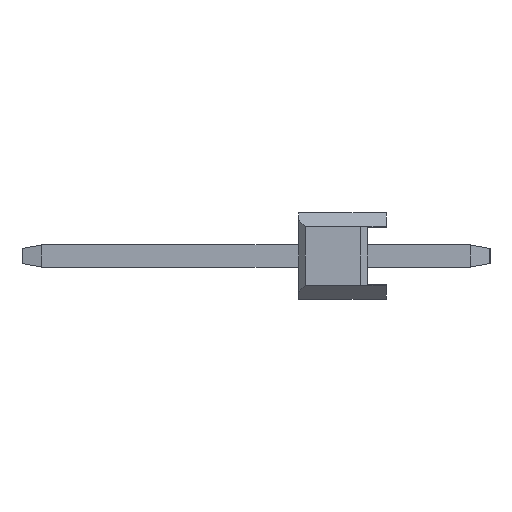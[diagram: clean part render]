
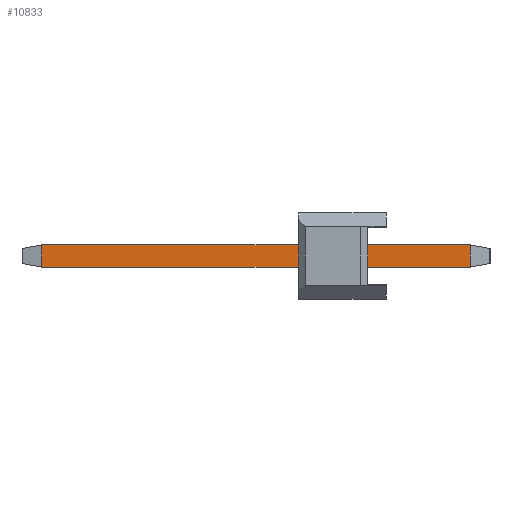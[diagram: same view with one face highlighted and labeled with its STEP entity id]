
A CAD part, left-side view. The second image highlights one B-rep face of the part: STEP entity #10833.
In plain terms, the highlighted planar face has unit normal (-1, 0, 0).
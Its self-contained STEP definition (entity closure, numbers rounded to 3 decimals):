
#11 = EDGE_CURVE ( 'NONE', #6662, #5216, #18510, .T. ) ;
#306 = VECTOR ( 'NONE', #9964, 1000. ) ;
#921 = CARTESIAN_POINT ( 'NONE',  ( -0.32, 10.54, 0.32 ) ) ;
#2690 = DIRECTION ( 'NONE',  ( 0., 0., -1. ) ) ;
#3292 = CARTESIAN_POINT ( 'NONE',  ( -0.32, 9.973, -0.32 ) ) ;
#3348 = VECTOR ( 'NONE', #15662, 1000. ) ;
#3918 = ORIENTED_EDGE ( 'NONE', *, *, #9248, .T. ) ;
#4150 = CARTESIAN_POINT ( 'NONE',  ( -0.32, 10.54, 0.32 ) ) ;
#4840 = CARTESIAN_POINT ( 'NONE',  ( -0.32, 9.973, 0.32 ) ) ;
#5216 = VERTEX_POINT ( 'NONE', #6545 ) ;
#6421 = CARTESIAN_POINT ( 'NONE',  ( -0.32, -2.433, 0.32 ) ) ;
#6545 = CARTESIAN_POINT ( 'NONE',  ( -0.32, -2.433, 0.32 ) ) ;
#6662 = VERTEX_POINT ( 'NONE', #13243 ) ;
#7156 = VERTEX_POINT ( 'NONE', #18258 ) ;
#7469 = VERTEX_POINT ( 'NONE', #4840 ) ;
#9248 = EDGE_CURVE ( 'NONE', #7156, #6662, #12939, .T. ) ;
#9964 = DIRECTION ( 'NONE',  ( 0., 0., 1. ) ) ;
#10833 = ADVANCED_FACE ( 'NONE', ( #19264 ), #18502, .F. ) ;
#12492 = EDGE_CURVE ( 'NONE', #7469, #5216, #19991, .T. ) ;
#12939 = LINE ( 'NONE', #17213, #17106 ) ;
#13237 = DIRECTION ( 'NONE',  ( 1., 0., 0. ) ) ;
#13243 = CARTESIAN_POINT ( 'NONE',  ( -0.32, -2.433, -0.32 ) ) ;
#13731 = AXIS2_PLACEMENT_3D ( 'NONE', #921, #13237, #2690 ) ;
#14152 = ORIENTED_EDGE ( 'NONE', *, *, #11, .T. ) ;
#14841 = EDGE_LOOP ( 'NONE', ( #3918, #14152, #15722, #18194 ) ) ;
#15662 = DIRECTION ( 'NONE',  ( 0., 0., -1. ) ) ;
#15722 = ORIENTED_EDGE ( 'NONE', *, *, #12492, .F. ) ;
#17106 = VECTOR ( 'NONE', #22565, 1000. ) ;
#17213 = CARTESIAN_POINT ( 'NONE',  ( -0.32, 10.54, -0.32 ) ) ;
#18194 = ORIENTED_EDGE ( 'NONE', *, *, #20326, .T. ) ;
#18258 = CARTESIAN_POINT ( 'NONE',  ( -0.32, 9.973, -0.32 ) ) ;
#18267 = DIRECTION ( 'NONE',  ( 0., -1., 0. ) ) ;
#18502 = PLANE ( 'NONE',  #13731 ) ;
#18510 = LINE ( 'NONE', #6421, #306 ) ;
#19264 = FACE_OUTER_BOUND ( 'NONE', #14841, .T. ) ;
#19443 = VECTOR ( 'NONE', #18267, 1000. ) ;
#19991 = LINE ( 'NONE', #4150, #19443 ) ;
#20326 = EDGE_CURVE ( 'NONE', #7469, #7156, #21038, .T. ) ;
#21038 = LINE ( 'NONE', #3292, #3348 ) ;
#22565 = DIRECTION ( 'NONE',  ( 0., -1., 0. ) ) ;
